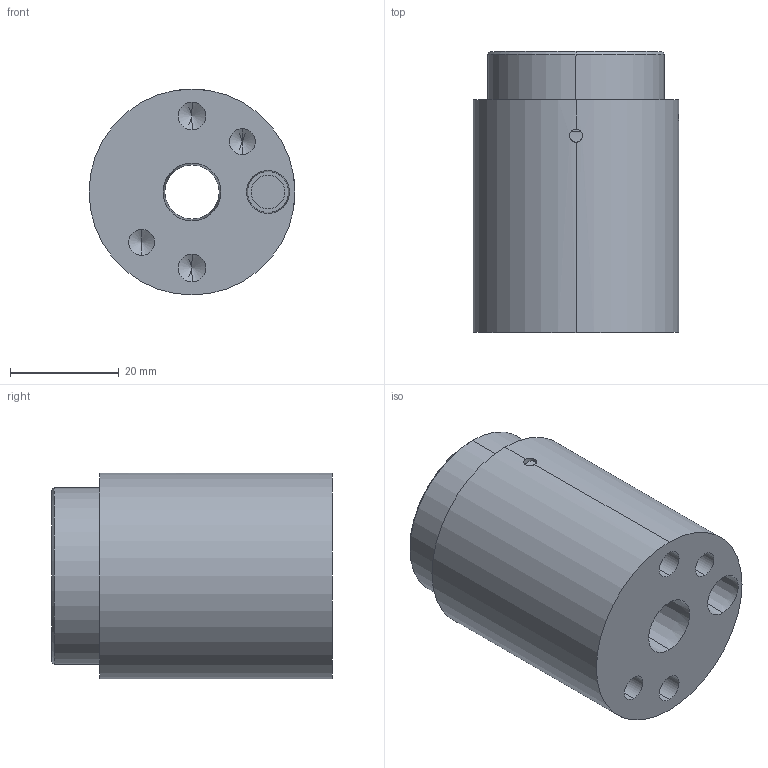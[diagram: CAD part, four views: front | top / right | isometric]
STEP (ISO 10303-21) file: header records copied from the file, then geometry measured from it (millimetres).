
FILE_DESCRIPTION (( 'STEP AP214' ), '1' );
FILE_NAME ('CTSC-002781.STEP', '2025-07-24T13:54:55', ( '' ), ( '' ), 'SwSTEP 2.0', 'SolidWorks 2023', '' );
FILE_SCHEMA (( 'AUTOMOTIVE_DESIGN' ));
Length unit declared in the file: inch
Products named in the file (1): CTSC-002781
Bounding box: 37.85 x 51.61 x 37.85 mm (x, y, z)
Volume: 45157 mm3; surface area: 11973.2 mm2
Topology: 2 solids, 2 shells, 111 faces, 271 edges, 163 vertices
Faces by surface type: plane 47, cylinder 36, cone 26, torus 2
Entity records: 4677 total; most frequent: CARTESIAN_POINT 715, DIRECTION 565, ORIENTED_EDGE 514, EDGE_CURVE 257, AXIS2_PLACEMENT_3D 209, VERTEX_POINT 163, VECTOR 147, LINE 147
